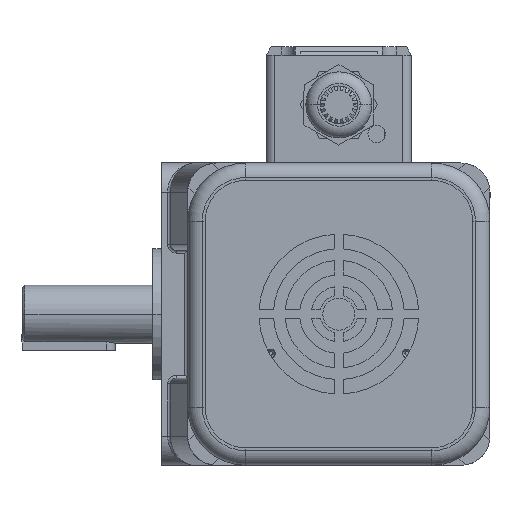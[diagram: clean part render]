
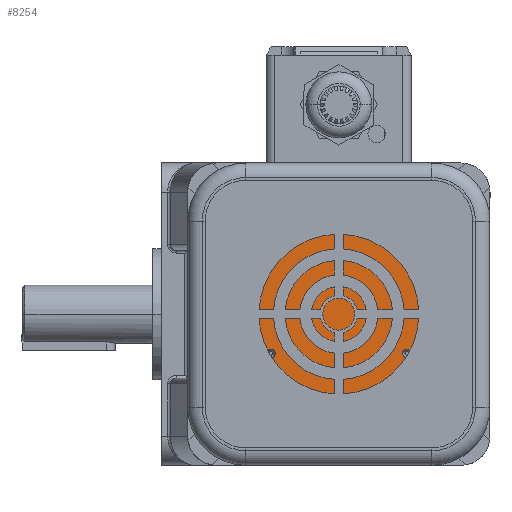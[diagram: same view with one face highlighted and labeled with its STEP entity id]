
A CAD part, front view. The second image highlights one B-rep face of the part: STEP entity #8254.
In plain terms, the highlighted planar face has unit normal (0, -1, 0).
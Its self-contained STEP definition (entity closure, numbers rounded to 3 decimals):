
#339 = CIRCLE ( 'NONE', #6387, 1.5 ) ;
#533 = ORIENTED_EDGE ( 'NONE', *, *, #32119, .F. ) ;
#615 = CIRCLE ( 'NONE', #25191, 31. ) ;
#964 = CARTESIAN_POINT ( 'NONE',  ( 0., -137.8, 31. ) ) ;
#1410 = FACE_OUTER_BOUND ( 'NONE', #29584, .T. ) ;
#1602 = CIRCLE ( 'NONE', #5586, 1.5 ) ;
#1621 = DIRECTION ( 'NONE',  ( 0., 0., -1. ) ) ;
#1665 = DIRECTION ( 'NONE',  ( 0., -1., 0. ) ) ;
#1689 = CARTESIAN_POINT ( 'NONE',  ( 27., -137.8, 0. ) ) ;
#2248 = CARTESIAN_POINT ( 'NONE',  ( 23.383, -137.8, -15. ) ) ;
#2406 = PLANE ( 'NONE',  #25516 ) ;
#2440 = DIRECTION ( 'NONE',  ( 0., 0., -1. ) ) ;
#2483 = CARTESIAN_POINT ( 'NONE',  ( 0., -137.8, 0. ) ) ;
#2682 = EDGE_CURVE ( 'NONE', #9406, #16310, #27604, .T. ) ;
#2758 = CARTESIAN_POINT ( 'NONE',  ( -23.383, -137.8, -15. ) ) ;
#2821 = DIRECTION ( 'NONE',  ( 0., -1., 0. ) ) ;
#3108 = CARTESIAN_POINT ( 'NONE',  ( 27., -137.8, 1.5 ) ) ;
#3365 = ORIENTED_EDGE ( 'NONE', *, *, #23271, .F. ) ;
#4395 = AXIS2_PLACEMENT_3D ( 'NONE', #21872, #21770, #21730 ) ;
#4927 = EDGE_CURVE ( 'NONE', #13363, #25111, #16547, .T. ) ;
#5237 = VERTEX_POINT ( 'NONE', #27230 ) ;
#5239 = VERTEX_POINT ( 'NONE', #27318 ) ;
#5375 = VERTEX_POINT ( 'NONE', #25175 ) ;
#5586 = AXIS2_PLACEMENT_3D ( 'NONE', #14148, #12877, #12646 ) ;
#5676 = EDGE_CURVE ( 'NONE', #13735, #5237, #29532, .T. ) ;
#5752 = ORIENTED_EDGE ( 'NONE', *, *, #5676, .F. ) ;
#6387 = AXIS2_PLACEMENT_3D ( 'NONE', #15075, #15035, #15011 ) ;
#6432 = EDGE_CURVE ( 'NONE', #25111, #13363, #31879, .T. ) ;
#6927 = ORIENTED_EDGE ( 'NONE', *, *, #2682, .F. ) ;
#8254 = ADVANCED_FACE ( 'NONE', ( #15962, #15173, #21782, #9928, #8257, #1410 ), #2406, .T. ) ;
#8257 = FACE_BOUND ( 'NONE', #13407, .T. ) ;
#8890 = CARTESIAN_POINT ( 'NONE',  ( -23.383, -137.8, -13.5 ) ) ;
#8917 = DIRECTION ( 'NONE',  ( 0., 0., -1. ) ) ;
#8956 = DIRECTION ( 'NONE',  ( 0., -1., 0. ) ) ;
#9007 = CARTESIAN_POINT ( 'NONE',  ( 0., -137.8, 0. ) ) ;
#9406 = VERTEX_POINT ( 'NONE', #13028 ) ;
#9928 = FACE_BOUND ( 'NONE', #16161, .T. ) ;
#10905 = DIRECTION ( 'NONE',  ( 0., -1., 0. ) ) ;
#11327 = CARTESIAN_POINT ( 'NONE',  ( 27., -137.8, -1.5 ) ) ;
#11562 = DIRECTION ( 'NONE',  ( 0., 0., -1. ) ) ;
#11870 = CIRCLE ( 'NONE', #20129, 1.5 ) ;
#12332 = ORIENTED_EDGE ( 'NONE', *, *, #24516, .T. ) ;
#12646 = DIRECTION ( 'NONE',  ( 0., 0., -1. ) ) ;
#12748 = ORIENTED_EDGE ( 'NONE', *, *, #20143, .F. ) ;
#12807 = EDGE_CURVE ( 'NONE', #22173, #19774, #18895, .T. ) ;
#12877 = DIRECTION ( 'NONE',  ( 0., -1., 0. ) ) ;
#13028 = CARTESIAN_POINT ( 'NONE',  ( 23.383, -137.8, -12. ) ) ;
#13363 = VERTEX_POINT ( 'NONE', #3108 ) ;
#13407 = EDGE_LOOP ( 'NONE', ( #14341, #29317 ) ) ;
#13735 = VERTEX_POINT ( 'NONE', #30470 ) ;
#13945 = ORIENTED_EDGE ( 'NONE', *, *, #16084, .T. ) ;
#13994 = CARTESIAN_POINT ( 'NONE',  ( 0., -137.8, 25.5 ) ) ;
#14147 = EDGE_LOOP ( 'NONE', ( #12748, #6927 ) ) ;
#14148 = CARTESIAN_POINT ( 'NONE',  ( 23.383, -137.8, -13.5 ) ) ;
#14159 = DIRECTION ( 'NONE',  ( 0., -1., 0. ) ) ;
#14174 = EDGE_CURVE ( 'NONE', #19774, #22173, #339, .T. ) ;
#14269 = EDGE_LOOP ( 'NONE', ( #28107, #3365 ) ) ;
#14341 = ORIENTED_EDGE ( 'NONE', *, *, #6432, .F. ) ;
#14590 = DIRECTION ( 'NONE',  ( 0., 0., -1. ) ) ;
#14679 = AXIS2_PLACEMENT_3D ( 'NONE', #17399, #17358, #17334 ) ;
#14698 = DIRECTION ( 'NONE',  ( 0., -1., 0. ) ) ;
#14802 = CARTESIAN_POINT ( 'NONE',  ( -23.383, -137.8, -13.5 ) ) ;
#14871 = AXIS2_PLACEMENT_3D ( 'NONE', #32778, #32710, #32669 ) ;
#15011 = DIRECTION ( 'NONE',  ( 0., 0., -1. ) ) ;
#15035 = DIRECTION ( 'NONE',  ( 0., -1., 0. ) ) ;
#15075 = CARTESIAN_POINT ( 'NONE',  ( 0., -137.8, 27. ) ) ;
#15173 = FACE_BOUND ( 'NONE', #14147, .T. ) ;
#15962 = FACE_BOUND ( 'NONE', #14269, .T. ) ;
#16084 = EDGE_CURVE ( 'NONE', #19119, #5375, #16386, .T. ) ;
#16161 = EDGE_LOOP ( 'NONE', ( #5752, #533 ) ) ;
#16267 = ORIENTED_EDGE ( 'NONE', *, *, #12807, .F. ) ;
#16310 = VERTEX_POINT ( 'NONE', #2248 ) ;
#16386 = CIRCLE ( 'NONE', #30122, 31. ) ;
#16547 = CIRCLE ( 'NONE', #14871, 1.5 ) ;
#16571 = EDGE_LOOP ( 'NONE', ( #20529, #16267 ) ) ;
#17334 = DIRECTION ( 'NONE',  ( 0., 0., -1. ) ) ;
#17358 = DIRECTION ( 'NONE',  ( 0., -1., 0. ) ) ;
#17399 = CARTESIAN_POINT ( 'NONE',  ( -27., -137.8, 0. ) ) ;
#18580 = EDGE_CURVE ( 'NONE', #23686, #5239, #11870, .T. ) ;
#18895 = CIRCLE ( 'NONE', #4395, 1.5 ) ;
#19119 = VERTEX_POINT ( 'NONE', #964 ) ;
#19774 = VERTEX_POINT ( 'NONE', #13994 ) ;
#20064 = CARTESIAN_POINT ( 'NONE',  ( 0., -137.8, 28.5 ) ) ;
#20129 = AXIS2_PLACEMENT_3D ( 'NONE', #14802, #14698, #14590 ) ;
#20143 = EDGE_CURVE ( 'NONE', #16310, #9406, #1602, .T. ) ;
#20529 = ORIENTED_EDGE ( 'NONE', *, *, #14174, .F. ) ;
#21730 = DIRECTION ( 'NONE',  ( 0., 0., -1. ) ) ;
#21770 = DIRECTION ( 'NONE',  ( 0., -1., 0. ) ) ;
#21782 = FACE_BOUND ( 'NONE', #16571, .T. ) ;
#21872 = CARTESIAN_POINT ( 'NONE',  ( 0., -137.8, 27. ) ) ;
#22173 = VERTEX_POINT ( 'NONE', #20064 ) ;
#22395 = CIRCLE ( 'NONE', #25394, 1.5 ) ;
#23271 = EDGE_CURVE ( 'NONE', #5239, #23686, #29837, .T. ) ;
#23686 = VERTEX_POINT ( 'NONE', #2758 ) ;
#24516 = EDGE_CURVE ( 'NONE', #5375, #19119, #615, .T. ) ;
#25111 = VERTEX_POINT ( 'NONE', #11327 ) ;
#25175 = CARTESIAN_POINT ( 'NONE',  ( 0., -137.8, -31. ) ) ;
#25191 = AXIS2_PLACEMENT_3D ( 'NONE', #25977, #10905, #28594 ) ;
#25394 = AXIS2_PLACEMENT_3D ( 'NONE', #29247, #14159, #31820 ) ;
#25472 = AXIS2_PLACEMENT_3D ( 'NONE', #26317, #26289, #26246 ) ;
#25516 = AXIS2_PLACEMENT_3D ( 'NONE', #2483, #2821, #2440 ) ;
#25567 = AXIS2_PLACEMENT_3D ( 'NONE', #1689, #1665, #1621 ) ;
#25977 = CARTESIAN_POINT ( 'NONE',  ( 0., -137.8, 0. ) ) ;
#26246 = DIRECTION ( 'NONE',  ( 0., 0., -1. ) ) ;
#26289 = DIRECTION ( 'NONE',  ( 0., -1., 0. ) ) ;
#26317 = CARTESIAN_POINT ( 'NONE',  ( 23.383, -137.8, -13.5 ) ) ;
#26624 = DIRECTION ( 'NONE',  ( 0., -1., 0. ) ) ;
#27230 = CARTESIAN_POINT ( 'NONE',  ( -27., -137.8, 1.5 ) ) ;
#27318 = CARTESIAN_POINT ( 'NONE',  ( -23.383, -137.8, -12. ) ) ;
#27604 = CIRCLE ( 'NONE', #25472, 1.5 ) ;
#28107 = ORIENTED_EDGE ( 'NONE', *, *, #18580, .F. ) ;
#28594 = DIRECTION ( 'NONE',  ( 0., 0., -1. ) ) ;
#29247 = CARTESIAN_POINT ( 'NONE',  ( -27., -137.8, 0. ) ) ;
#29317 = ORIENTED_EDGE ( 'NONE', *, *, #4927, .F. ) ;
#29532 = CIRCLE ( 'NONE', #14679, 1.5 ) ;
#29584 = EDGE_LOOP ( 'NONE', ( #12332, #13945 ) ) ;
#29837 = CIRCLE ( 'NONE', #31502, 1.5 ) ;
#30122 = AXIS2_PLACEMENT_3D ( 'NONE', #9007, #8956, #8917 ) ;
#30470 = CARTESIAN_POINT ( 'NONE',  ( -27., -137.8, -1.5 ) ) ;
#31502 = AXIS2_PLACEMENT_3D ( 'NONE', #8890, #26624, #11562 ) ;
#31820 = DIRECTION ( 'NONE',  ( 0., 0., -1. ) ) ;
#31879 = CIRCLE ( 'NONE', #25567, 1.5 ) ;
#32119 = EDGE_CURVE ( 'NONE', #5237, #13735, #22395, .T. ) ;
#32669 = DIRECTION ( 'NONE',  ( 0., 0., -1. ) ) ;
#32710 = DIRECTION ( 'NONE',  ( 0., -1., 0. ) ) ;
#32778 = CARTESIAN_POINT ( 'NONE',  ( 27., -137.8, 0. ) ) ;
